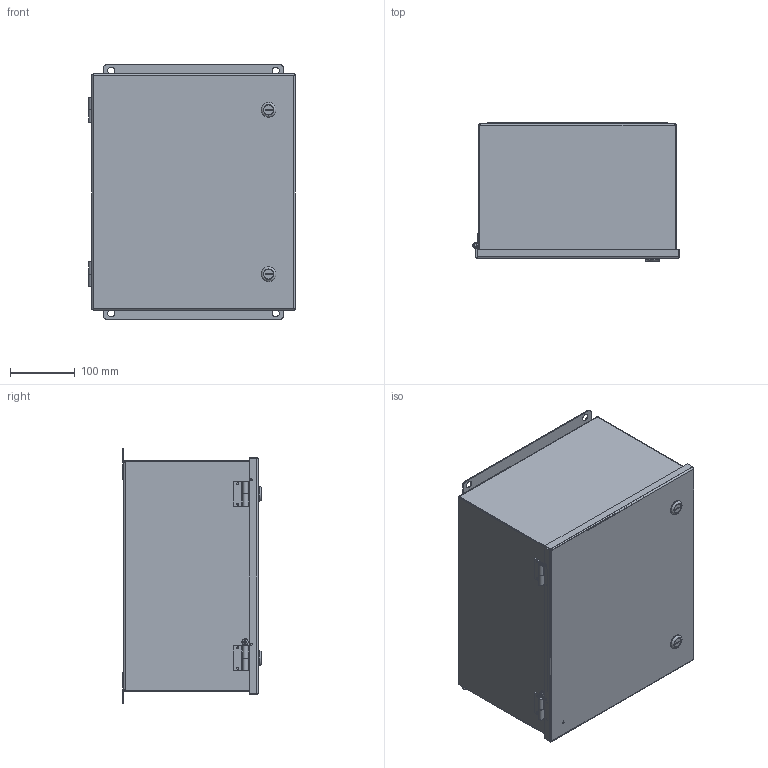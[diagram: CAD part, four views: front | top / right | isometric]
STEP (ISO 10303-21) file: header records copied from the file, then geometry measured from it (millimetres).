
FILE_DESCRIPTION( ( 'Unknown' ), '1' );
FILE_NAME( 'S141208SS-MONO_16GA.stp', 'Unknown', ( 'Unknown' ), ( 'Unknown' ), 'PSStep 16.0.42', 'Unknown', ' ' );
FILE_SCHEMA( ( 'AUTOMOTIVE_DESIGN { 1 0 10303 214 1 1 1 1 }' ) );
Length unit declared in the file: millimetre
Products named in the file (27): LOCK AVEC TOURNEVIS TYPE 4-12 SANS CAME-oa8; HOSING-oa0; INSERT POUR TOURNEVIS-oa1; NOIX DE FIXATION-oa2; Oring-oa3; Oring-oa4; SEAL BLANC-oa5; STOPPER DESSOUS-oa6; VIS DE RETENUE DE LA CAME-oa7; A16KS; CAME S; S141208SS-MONO_16GA_BOITIER; 0.250-20 x 0.500.AC_CKL 118-504-112; Penture S Inox - Matritech - GAUCHE_boitier; SEAL ROUGE; 10-32 x 0.312-FENTE-carré; S141208SS-B-MONO_16GA; SXX12P_16GA; S1412SS_16GA_COUVERCLE; 10-32 x 0.500 AC_CD 201-008-772; Penture S Inox - Matritech - GAUCHE_porte; S1412SS-C_16GA; S1412_GASKET; Assem1; FW_0.2500; HN_0.2500; ASP1412_14GA
Assembly tree (39 placements, depth 5):
  Assem1
    FW_0.2500  x4
    HN_0.2500  x4
    ASP1412_14GA
    S141208SS-MONO_16GA_BOITIER
      0.250-20 x 0.500.AC_CKL 118-504-112  x4
      Penture S Inox - Matritech - GAUCHE_boitier  x2
      SEAL ROUGE
      10-32 x 0.312-FENTE-carré
      S141208SS-B-MONO_16GA
      SXX12P_16GA  x2
    S1412SS_16GA_COUVERCLE
      10-32 x 0.500 AC_CD 201-008-772
      Penture S Inox - Matritech - GAUCHE_porte  x2
      S1412SS-C_16GA
      S1412_GASKET
      A16KS  x2
        CAME S
        LOCK AVEC TOURNEVIS TYPE 4-12 SANS CAME-oa8
          HOSING-oa0
          INSERT POUR TOURNEVIS-oa1
          NOIX DE FIXATION-oa2
          Oring-oa3
          Oring-oa4
          SEAL BLANC-oa5
          STOPPER DESSOUS-oa6
          VIS DE RETENUE DE LA CAME-oa7
Bounding box: 319.24 x 214.21 x 393.7 mm (x, y, z)
Volume: 1187000 mm3; surface area: 1364273.3 mm2
Topology: 43 solids, 43 shells, 1886 faces, 4585 edges, 2949 vertices
Faces by surface type: plane 1126, cylinder 306, bspline 192, extrusion 140, cone 60, torus 54, sphere 8
Full cylindrical faces by diameter (mm): 0.346 x2, 0.508 x1, 0.794 x4, 3.023 x5, 3.162 x6, 3.175 x11, 3.302 x8, 4.293 x3, 4.775 x2, 4.801 x1, 4.826 x2, 5.563 x4, 6.096 x4, 6.35 x8, 6.502 x1, 6.985 x2, 7.137 x4, 9.525 x2, 9.881 x2, 10.084 x2, 11.1 x8, 11.176 x2, 11.862 x2, 12.192 x2, 12.827 x2, 15.748 x2, 15.799 x2, 15.875 x4, 17.462 x2, 22.86 x2
Entity records: 82466 total; most frequent: CARTESIAN_POINT 43656, ORIENTED_EDGE 6064, DIRECTION 4673, EDGE_CURVE 3032, VERTEX_POINT 2029, EDGE_LOOP 1637, AXIS2_PLACEMENT_3D 1581, VECTOR 1511
